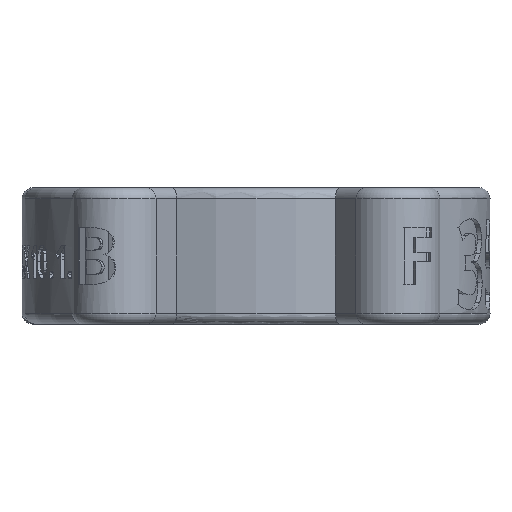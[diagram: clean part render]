
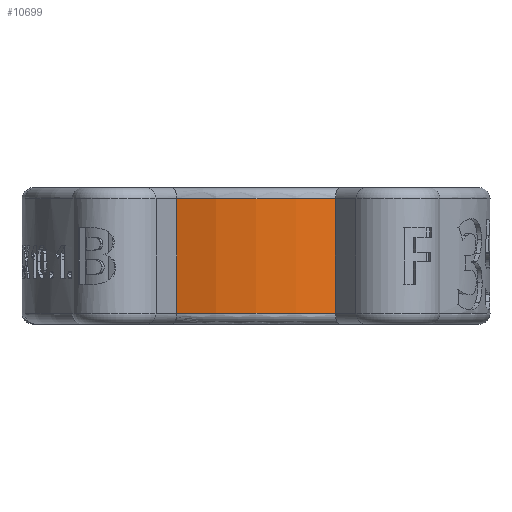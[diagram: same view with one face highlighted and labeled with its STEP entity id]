
A CAD part, front view. The second image highlights one B-rep face of the part: STEP entity #10699.
In plain terms, the highlighted cylindrical face has radius 20.5 mm (diameter 41 mm), a partial arc.
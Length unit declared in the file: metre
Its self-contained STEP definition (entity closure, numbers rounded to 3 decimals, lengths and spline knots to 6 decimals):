
#1172=LINE('',#15937,#1930);
#1173=LINE('',#15942,#1931);
#1930=VECTOR('',#12523,1.);
#1931=VECTOR('',#12526,1.);
#2690=CIRCLE('',#11503,0.0205);
#2691=CIRCLE('',#11504,0.0205);
#3316=ORIENTED_EDGE('',*,*,#6705,.F.);
#3317=ORIENTED_EDGE('',*,*,#6706,.T.);
#3318=ORIENTED_EDGE('',*,*,#6707,.T.);
#3319=ORIENTED_EDGE('',*,*,#6708,.T.);
#6705=EDGE_CURVE('',#8388,#8389,#1172,.T.);
#6706=EDGE_CURVE('',#8388,#8390,#2690,.F.);
#6707=EDGE_CURVE('',#8390,#8391,#1173,.T.);
#6708=EDGE_CURVE('',#8391,#8389,#2691,.T.);
#8388=VERTEX_POINT('',#15938);
#8389=VERTEX_POINT('',#15939);
#8390=VERTEX_POINT('',#15941);
#8391=VERTEX_POINT('',#15943);
#9232=EDGE_LOOP('',(#3316,#3317,#3318,#3319));
#9915=FACE_BOUND('',#9232,.T.);
#10562=CYLINDRICAL_SURFACE('',#11502,0.0205);
#10699=ADVANCED_FACE('',(#9915),#10562,.T.);
#11502=AXIS2_PLACEMENT_3D('',#15936,#12521,#12522);
#11503=AXIS2_PLACEMENT_3D('',#15940,#12524,#12525);
#11504=AXIS2_PLACEMENT_3D('',#15944,#12527,#12528);
#12521=DIRECTION('',(0.,0.,-1.));
#12522=DIRECTION('',(-1.,0.,0.));
#12523=DIRECTION('',(0.,0.,-1.));
#12524=DIRECTION('',(0.,0.,1.));
#12525=DIRECTION('',(1.,0.,0.));
#12526=DIRECTION('',(0.,0.,-1.));
#12527=DIRECTION('',(0.,0.,1.));
#12528=DIRECTION('',(1.,0.,0.));
#15936=CARTESIAN_POINT('',(0.,0.,0.005));
#15937=CARTESIAN_POINT('',(0.006951,-0.019286,0.005));
#15938=CARTESIAN_POINT('',(0.006951,-0.019286,0.005));
#15939=CARTESIAN_POINT('',(0.006951,-0.019286,-0.005));
#15940=CARTESIAN_POINT('',(0.,0.,0.005));
#15941=CARTESIAN_POINT('',(-0.006951,-0.019286,0.005));
#15942=CARTESIAN_POINT('',(-0.006951,-0.019286,0.005));
#15943=CARTESIAN_POINT('',(-0.006951,-0.019286,-0.005));
#15944=CARTESIAN_POINT('',(0.,0.,-0.005));
